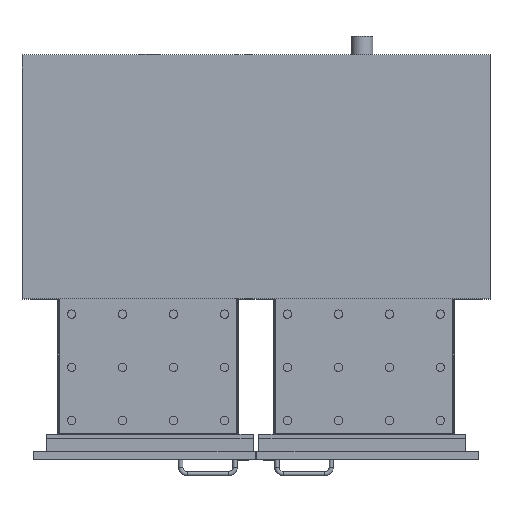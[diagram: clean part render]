
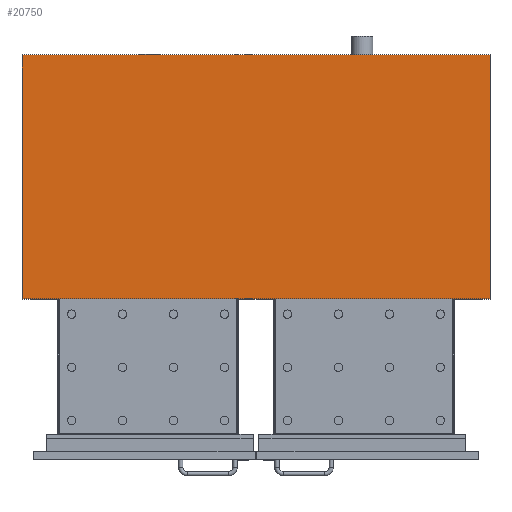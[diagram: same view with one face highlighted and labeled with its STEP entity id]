
A CAD part, top view. The second image highlights one B-rep face of the part: STEP entity #20750.
In plain terms, the highlighted planar face has unit normal (0, 0, 1).
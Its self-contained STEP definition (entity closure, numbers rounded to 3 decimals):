
#1463=FACE_OUTER_BOUND('',#2625,.T.);
#2625=EDGE_LOOP('',(#13434,#13435,#13436,#13437));
#4107=LINE('',#27656,#6257);
#4109=LINE('',#27660,#6259);
#4111=LINE('',#27664,#6261);
#4113=LINE('',#27667,#6263);
#6257=VECTOR('',#23324,10.);
#6259=VECTOR('',#23328,10.);
#6261=VECTOR('',#23332,10.);
#6263=VECTOR('',#23336,10.);
#8360=VERTEX_POINT('',#27653);
#8361=VERTEX_POINT('',#27655);
#8362=VERTEX_POINT('',#27659);
#8363=VERTEX_POINT('',#27663);
#10363=EDGE_CURVE('',#8361,#8360,#4107,.T.);
#10365=EDGE_CURVE('',#8362,#8361,#4109,.T.);
#10367=EDGE_CURVE('',#8363,#8362,#4111,.T.);
#10369=EDGE_CURVE('',#8360,#8363,#4113,.T.);
#13434=ORIENTED_EDGE('',*,*,#10369,.T.);
#13435=ORIENTED_EDGE('',*,*,#10367,.T.);
#13436=ORIENTED_EDGE('',*,*,#10365,.T.);
#13437=ORIENTED_EDGE('',*,*,#10363,.T.);
#18900=PLANE('',#22003);
#20750=ADVANCED_FACE('',(#1463),#18900,.T.);
#22003=AXIS2_PLACEMENT_3D('',#27668,#23337,#23338);
#23324=DIRECTION('',(0.,-1.,0.));
#23328=DIRECTION('',(-1.,0.,0.));
#23332=DIRECTION('',(0.,1.,0.));
#23336=DIRECTION('',(1.,0.,0.));
#23337=DIRECTION('center_axis',(0.,0.,1.));
#23338=DIRECTION('ref_axis',(1.,0.,0.));
#27653=CARTESIAN_POINT('',(-551.,-287.,300.44));
#27655=CARTESIAN_POINT('',(-551.,287.,300.44));
#27656=CARTESIAN_POINT('',(-551.,287.,300.44));
#27659=CARTESIAN_POINT('',(551.,287.,300.44));
#27660=CARTESIAN_POINT('',(551.,287.,300.44));
#27663=CARTESIAN_POINT('',(551.,-287.,300.44));
#27664=CARTESIAN_POINT('',(551.,-287.,300.44));
#27667=CARTESIAN_POINT('',(-551.,-287.,300.44));
#27668=CARTESIAN_POINT('Origin',(0.,0.,300.44));
